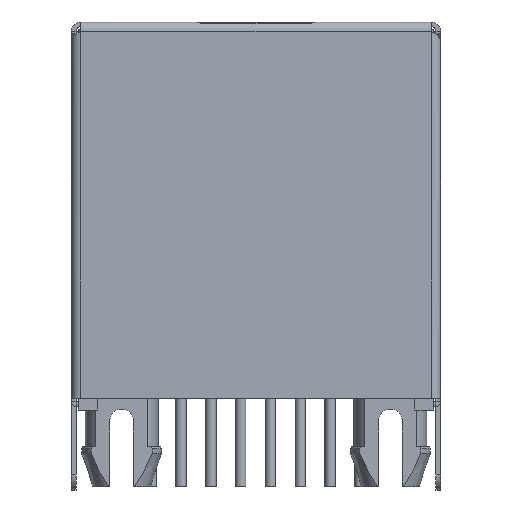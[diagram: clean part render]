
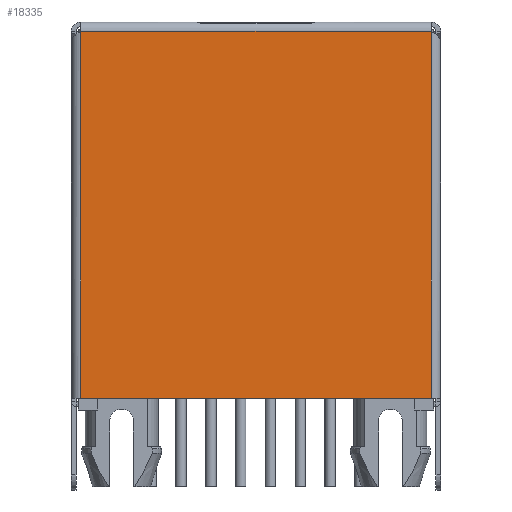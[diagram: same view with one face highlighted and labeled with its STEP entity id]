
A CAD part, front view. The second image highlights one B-rep face of the part: STEP entity #18335.
In plain terms, the highlighted planar face has unit normal (0, -1, 0).
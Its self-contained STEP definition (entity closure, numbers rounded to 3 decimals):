
#5191=DIRECTION('',(-1.,0.,0.));
#5192=VECTOR('',#5191,14.9);
#5193=CARTESIAN_POINT('',(7.45,-8.35,7.75));
#5194=LINE('',#5193,#5192);
#5518=DIRECTION('',(0.,0.,-1.));
#5519=VECTOR('',#5518,15.6);
#5520=CARTESIAN_POINT('',(-7.45,-8.35,7.75));
#5521=LINE('',#5520,#5519);
#5549=DIRECTION('',(1.,0.,0.));
#5550=VECTOR('',#5549,14.9);
#5551=CARTESIAN_POINT('',(-7.45,-8.35,-7.85));
#5552=LINE('',#5551,#5550);
#5561=DIRECTION('',(0.,0.,1.));
#5562=VECTOR('',#5561,15.6);
#5563=CARTESIAN_POINT('',(7.45,-8.35,-7.85));
#5564=LINE('',#5563,#5562);
#9895=CARTESIAN_POINT('',(7.45,-8.35,-7.85));
#9896=CARTESIAN_POINT('',(7.45,-8.35,7.75));
#9897=VERTEX_POINT('',#9895);
#9898=VERTEX_POINT('',#9896);
#9899=CARTESIAN_POINT('',(-7.45,-8.35,7.75));
#9900=VERTEX_POINT('',#9899);
#9901=CARTESIAN_POINT('',(-7.45,-8.35,-7.85));
#9902=VERTEX_POINT('',#9901);
#18323=CARTESIAN_POINT('',(0.,-8.35,-0.05));
#18324=DIRECTION('',(0.,1.,0.));
#18325=DIRECTION('',(-1.,0.,0.));
#18326=AXIS2_PLACEMENT_3D('',#18323,#18324,#18325);
#18327=PLANE('',#18326);
#18329=ORIENTED_EDGE('',*,*,#18328,.F.);
#18330=ORIENTED_EDGE('',*,*,#18313,.F.);
#18331=ORIENTED_EDGE('',*,*,#18237,.F.);
#18332=ORIENTED_EDGE('',*,*,#17668,.F.);
#18333=EDGE_LOOP('',(#18329,#18330,#18331,#18332));
#18334=FACE_OUTER_BOUND('',#18333,.F.);
#18335=ADVANCED_FACE('',(#18334),#18327,.F.);
#17668=EDGE_CURVE('',#9898,#9900,#5194,.T.);
#18237=EDGE_CURVE('',#9900,#9902,#5521,.T.);
#18313=EDGE_CURVE('',#9902,#9897,#5552,.T.);
#18328=EDGE_CURVE('',#9897,#9898,#5564,.T.);
